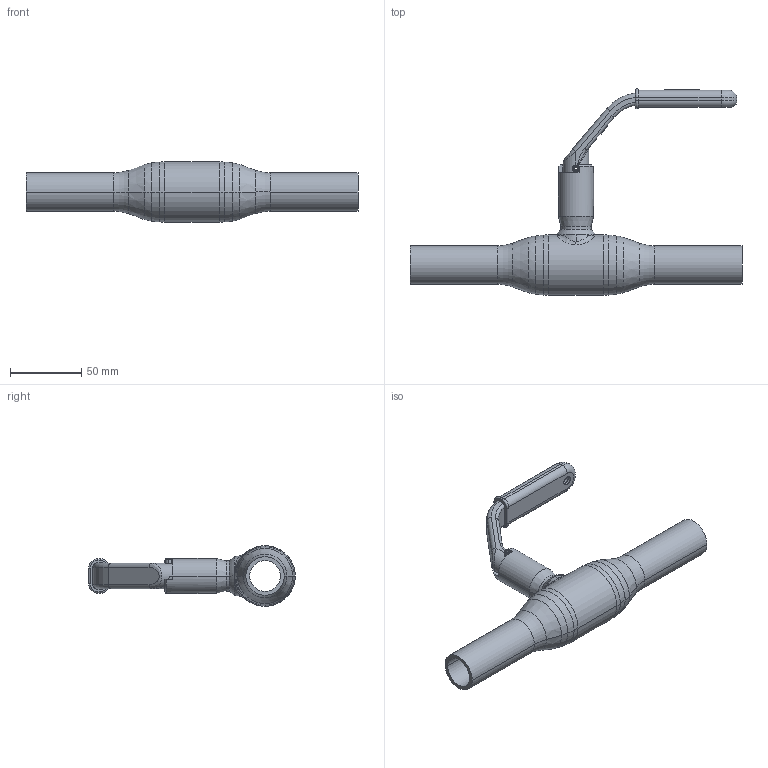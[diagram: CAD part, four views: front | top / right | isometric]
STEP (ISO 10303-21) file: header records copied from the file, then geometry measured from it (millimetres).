
FILE_DESCRIPTION((''),'2;1');
FILE_NAME('065N0105_ASM','2013-04-05T',('u258099'),('Danfoss'),'PRO/ENGINEER BY PARAMETRIC TECHNOLOGY CORPORATION, 2010370','PRO/ENGINEER BY PARAMETRIC TECHNOLOGY CORPORATION, 2010370','');
FILE_SCHEMA(('CONFIG_CONTROL_DESIGN'));
Length unit declared in the file: millimetre
Products named in the file (11): 20020432; 20020409; 20032087; 20020468-SV; 20020468_ASM; 065N4023-SV1; 21032233; 21032028; 21032033_ASM; 50032022; 065N0105_ASM
Assembly tree (12 placements, depth 3):
  065N0105_ASM
    20020432  x2
    20020468_ASM
      20020409
      20032087
      20020468-SV
    065N4023-SV1  x2
    21032033_ASM
      21032233
      21032028
    50032022
Bounding box: 232.3 x 144.65 x 42.4 mm (x, y, z)
Volume: 96761.5 mm3; surface area: 69769.8 mm2
Topology: 10 solids, 11 shells, 387 faces, 915 edges, 551 vertices
Faces by surface type: plane 101, cylinder 92, torus 55, bspline 50, cone 42, extrusion 41, revolution 6
Entity records: 15478 total; most frequent: CARTESIAN_POINT 7135, ORIENTED_EDGE 1714, DIRECTION 1635, EDGE_CURVE 859, AXIS2_PLACEMENT_3D 607, VERTEX_POINT 521, VECTOR 417, EDGE_LOOP 388
